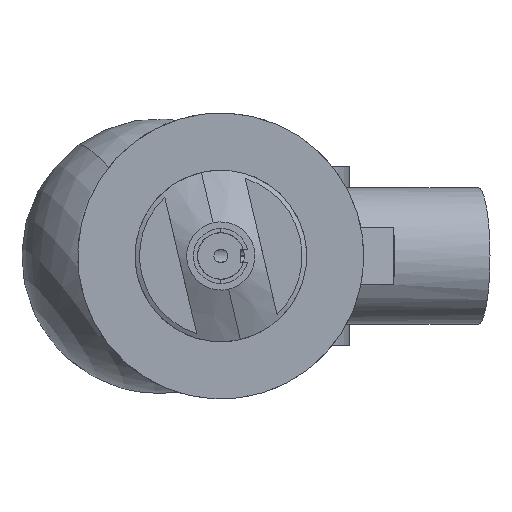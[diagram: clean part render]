
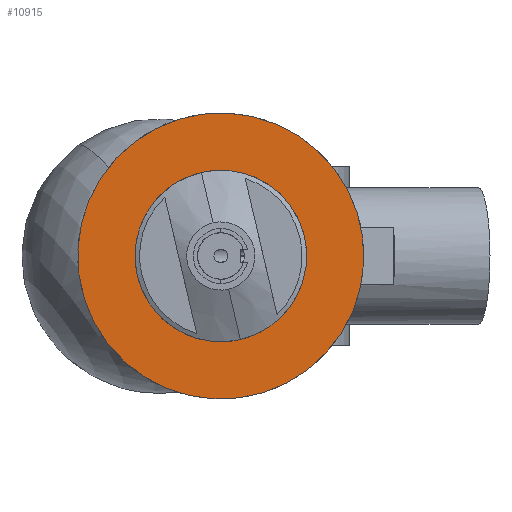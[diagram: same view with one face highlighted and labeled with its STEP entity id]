
A CAD part, left-side view. The second image highlights one B-rep face of the part: STEP entity #10915.
In plain terms, the highlighted planar face has unit normal (-1, 0, 0).
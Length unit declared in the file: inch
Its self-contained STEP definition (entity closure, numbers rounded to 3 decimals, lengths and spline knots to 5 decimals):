
#26 = CARTESIAN_POINT ( 'NONE',  ( -0.3375, -0.03127, 0.64925 ) ) ;
#202 = VERTEX_POINT ( 'NONE', #26 ) ;
#767 = EDGE_CURVE ( 'NONE', #3502, #818, #1646, .T. ) ;
#818 = VERTEX_POINT ( 'NONE', #8307 ) ;
#910 = DIRECTION ( 'NONE',  ( 0., -0.048, 0.999 ) ) ;
#968 = DIRECTION ( 'NONE',  ( -1., 0., 0. ) ) ;
#1614 = ORIENTED_EDGE ( 'NONE', *, *, #7151, .T. ) ;
#1646 = CIRCLE ( 'NONE', #7475, 0.39 ) ;
#2036 = AXIS2_PLACEMENT_3D ( 'NONE', #10569, #3707, #10955 ) ;
#2325 = DIRECTION ( 'NONE',  ( 0., -0.048, 0.999 ) ) ;
#2370 = FACE_BOUND ( 'NONE', #5895, .T. ) ;
#2615 = DIRECTION ( 'NONE',  ( 0., -0.048, 0.999 ) ) ;
#2800 = EDGE_CURVE ( 'NONE', #818, #3502, #12170, .T. ) ;
#3502 = VERTEX_POINT ( 'NONE', #11595 ) ;
#3650 = DIRECTION ( 'NONE',  ( 0., 0.048, -0.999 ) ) ;
#3707 = DIRECTION ( 'NONE',  ( -1., 0., 0. ) ) ;
#3819 = AXIS2_PLACEMENT_3D ( 'NONE', #7174, #968, #2325 ) ;
#3973 = DIRECTION ( 'NONE',  ( -1., 0., 0. ) ) ;
#5010 = CARTESIAN_POINT ( 'NONE',  ( -0.3375, 0.03127, -0.64925 ) ) ;
#5802 = AXIS2_PLACEMENT_3D ( 'NONE', #7525, #13347, #3650 ) ;
#5895 = EDGE_LOOP ( 'NONE', ( #6103, #10897 ) ) ;
#5948 = DIRECTION ( 'NONE',  ( -1., 0., 0. ) ) ;
#6103 = ORIENTED_EDGE ( 'NONE', *, *, #2800, .F. ) ;
#6516 = CARTESIAN_POINT ( 'NONE',  ( -0.3375, 0., 0. ) ) ;
#7151 = EDGE_CURVE ( 'NONE', #202, #14767, #15381, .T. ) ;
#7174 = CARTESIAN_POINT ( 'NONE',  ( -0.3375, 0., 0. ) ) ;
#7475 = AXIS2_PLACEMENT_3D ( 'NONE', #13259, #5948, #910 ) ;
#7525 = CARTESIAN_POINT ( 'NONE',  ( -0.3375, 0.64925, 0.03127 ) ) ;
#7817 = EDGE_LOOP ( 'NONE', ( #1614, #9344 ) ) ;
#7885 = CIRCLE ( 'NONE', #3819, 0.65 ) ;
#8307 = CARTESIAN_POINT ( 'NONE',  ( -0.3375, -0.01876, 0.38955 ) ) ;
#9344 = ORIENTED_EDGE ( 'NONE', *, *, #9819, .T. ) ;
#9771 = AXIS2_PLACEMENT_3D ( 'NONE', #6516, #3973, #2615 ) ;
#9819 = EDGE_CURVE ( 'NONE', #14767, #202, #7885, .T. ) ;
#10569 = CARTESIAN_POINT ( 'NONE',  ( -0.3375, 0., 0. ) ) ;
#10897 = ORIENTED_EDGE ( 'NONE', *, *, #767, .F. ) ;
#10915 = ADVANCED_FACE ( 'NONE', ( #2370, #12971 ), #15518, .F. ) ;
#10955 = DIRECTION ( 'NONE',  ( 0., -0.048, 0.999 ) ) ;
#11595 = CARTESIAN_POINT ( 'NONE',  ( -0.3375, 0.01876, -0.38955 ) ) ;
#12170 = CIRCLE ( 'NONE', #2036, 0.39 ) ;
#12971 = FACE_OUTER_BOUND ( 'NONE', #7817, .T. ) ;
#13259 = CARTESIAN_POINT ( 'NONE',  ( -0.3375, 0., 0. ) ) ;
#13347 = DIRECTION ( 'NONE',  ( 1., 0., 0. ) ) ;
#14767 = VERTEX_POINT ( 'NONE', #5010 ) ;
#15381 = CIRCLE ( 'NONE', #9771, 0.65 ) ;
#15518 = PLANE ( 'NONE',  #5802 ) ;
